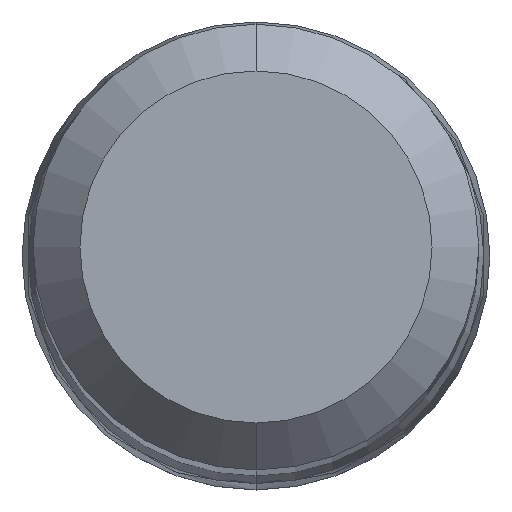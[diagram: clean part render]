
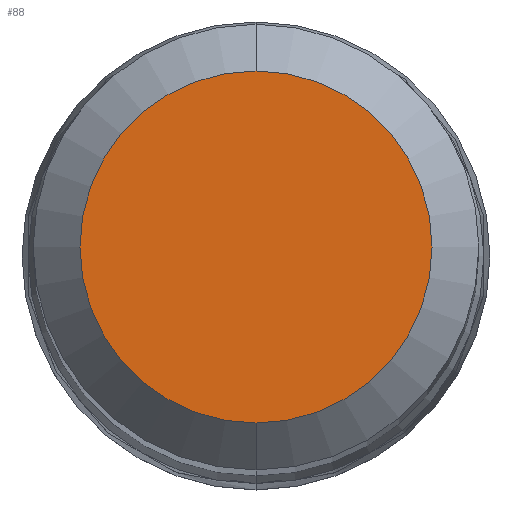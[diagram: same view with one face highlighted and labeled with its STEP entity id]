
A CAD part, top view. The second image highlights one B-rep face of the part: STEP entity #88.
In plain terms, the highlighted planar face has unit normal (0, 0, 1).
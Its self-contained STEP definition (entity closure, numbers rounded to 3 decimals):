
#60=PLANE('',#621);
#88=ADVANCED_FACE('',(#125),#60,.F.);
#125=FACE_OUTER_BOUND('',#156,.T.);
#156=EDGE_LOOP('',(#248,#249));
#248=ORIENTED_EDGE('',*,*,#350,.T.);
#249=ORIENTED_EDGE('',*,*,#349,.T.);
#299=VERTEX_POINT('',#931);
#300=VERTEX_POINT('',#933);
#349=EDGE_CURVE('',#299,#300,#385,.T.);
#350=EDGE_CURVE('',#300,#299,#386,.T.);
#385=CIRCLE('',#618,3.763);
#386=CIRCLE('',#620,3.763);
#618=AXIS2_PLACEMENT_3D('',#934,#784,#785);
#620=AXIS2_PLACEMENT_3D('',#936,#788,#789);
#621=AXIS2_PLACEMENT_3D('',#937,#790,#791);
#784=DIRECTION('',(0.,0.,1.));
#785=DIRECTION('',(0.,-1.,0.));
#788=DIRECTION('',(0.,0.,1.));
#789=DIRECTION('',(0.,1.,0.));
#790=DIRECTION('',(0.,0.,-1.));
#791=DIRECTION('',(0.,-1.,0.));
#931=CARTESIAN_POINT('',(0.,-3.763,0.));
#933=CARTESIAN_POINT('',(0.,3.763,0.));
#934=CARTESIAN_POINT('',(0.,0.,0.));
#936=CARTESIAN_POINT('',(0.,0.,0.));
#937=CARTESIAN_POINT('',(0.,0.,0.));
